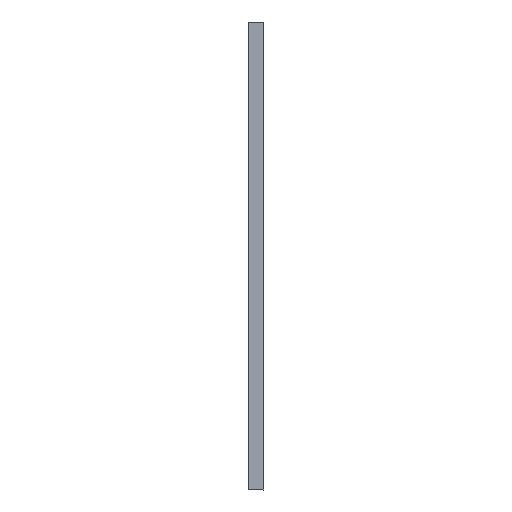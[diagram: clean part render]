
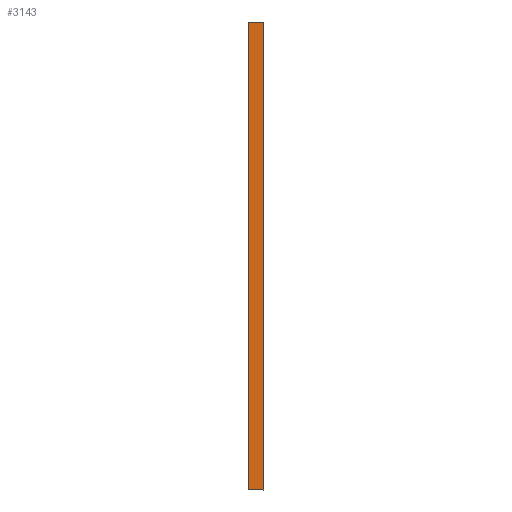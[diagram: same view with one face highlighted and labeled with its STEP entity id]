
A CAD part, front view. The second image highlights one B-rep face of the part: STEP entity #3143.
In plain terms, the highlighted planar face has unit normal (0, -1, 0).
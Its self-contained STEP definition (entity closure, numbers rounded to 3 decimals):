
#203=FACE_OUTER_BOUND('',#394,.T.);
#394=EDGE_LOOP('',(#2824,#2825,#2826,#2827));
#414=LINE('',#4079,#845);
#564=LINE('',#4387,#995);
#825=LINE('',#4907,#1256);
#826=LINE('',#4909,#1257);
#845=VECTOR('',#3338,10.);
#995=VECTOR('',#3502,10.);
#1256=VECTOR('',#4025,10.);
#1257=VECTOR('',#4028,10.);
#1274=VERTEX_POINT('',#4076);
#1275=VERTEX_POINT('',#4078);
#1425=VERTEX_POINT('',#4384);
#1426=VERTEX_POINT('',#4386);
#1566=EDGE_CURVE('',#1274,#1275,#414,.F.);
#1720=EDGE_CURVE('',#1425,#1426,#564,.T.);
#1981=EDGE_CURVE('',#1426,#1274,#825,.F.);
#1982=EDGE_CURVE('',#1425,#1275,#826,.T.);
#2824=ORIENTED_EDGE('',*,*,#1982,.T.);
#2825=ORIENTED_EDGE('',*,*,#1566,.F.);
#2826=ORIENTED_EDGE('',*,*,#1981,.F.);
#2827=ORIENTED_EDGE('',*,*,#1720,.F.);
#2998=PLANE('',#3308);
#3143=ADVANCED_FACE('',(#203),#2998,.F.);
#3308=AXIS2_PLACEMENT_3D('',#4908,#4026,#4027);
#3338=DIRECTION('',(0.,0.,1.));
#3502=DIRECTION('',(0.,0.,1.));
#4025=DIRECTION('',(-1.,0.,0.));
#4026=DIRECTION('center_axis',(0.,1.,0.));
#4027=DIRECTION('ref_axis',(-1.,0.,0.));
#4028=DIRECTION('',(1.,0.,0.));
#4076=CARTESIAN_POINT('',(105.885,110.2,57.));
#4078=CARTESIAN_POINT('',(105.885,110.2,27.));
#4079=CARTESIAN_POINT('',(105.885,110.2,42.));
#4384=CARTESIAN_POINT('',(104.885,110.2,27.));
#4386=CARTESIAN_POINT('',(104.885,110.2,57.));
#4387=CARTESIAN_POINT('',(104.885,110.2,42.));
#4907=CARTESIAN_POINT('',(105.635,110.2,57.));
#4908=CARTESIAN_POINT('Origin',(105.635,110.2,42.));
#4909=CARTESIAN_POINT('',(105.635,110.2,27.));
